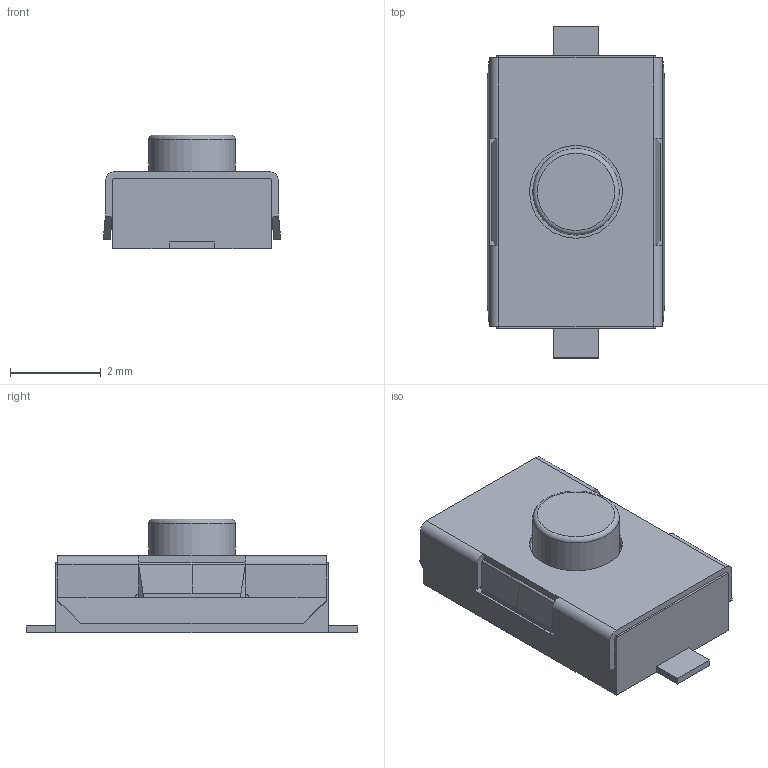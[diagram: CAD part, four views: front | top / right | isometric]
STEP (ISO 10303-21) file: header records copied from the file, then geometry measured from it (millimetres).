
FILE_DESCRIPTION(('FreeCAD Model'),'2;1');
FILE_NAME('sw_smd_6.0x3.8.step', '2016-06-04T09:09:22',('Author'),(''), 'Open CASCADE STEP processor 6.8','FreeCAD','Unknown');
FILE_SCHEMA(('AUTOMOTIVE_DESIGN_CC2 { 1 2 10303 214 -1 1 5 4 }'));
Length unit declared in the file: inch
Products named in the file (6): ASSEMBLY; body; cover; button; pin1; pin2
Assembly tree (5 placements, depth 2):
  ASSEMBLY
    body
    cover
    button
    pin1
    pin2
Bounding box: 3.9 x 7.3 x 2.5 mm (x, y, z)
Volume: 32.8 mm3; surface area: 172.9 mm2
Topology: 5 solids, 5 shells, 92 faces, 242 edges, 159 vertices
Faces by surface type: plane 71, cylinder 16, bspline 4, torus 1
Full cylindrical faces by diameter (mm): 1.9 x1, 2.04 x1
Entity records: 6629 total; most frequent: CARTESIAN_POINT 1657, DIRECTION 884, LINE 596, VECTOR 596, ORIENTED_EDGE 484, PCURVE 484, DEFINITIONAL_REPRESENTATION 484, EDGE_CURVE 242
